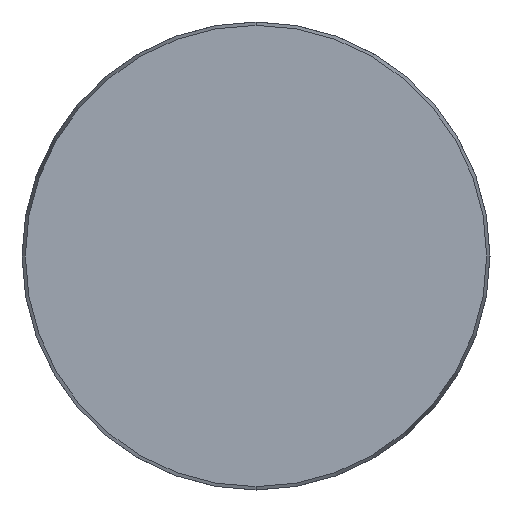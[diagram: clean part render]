
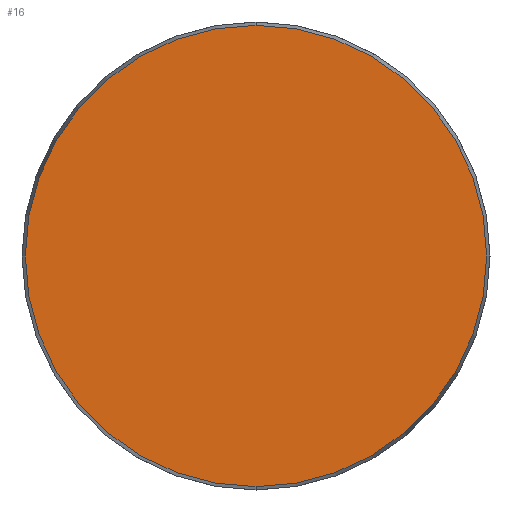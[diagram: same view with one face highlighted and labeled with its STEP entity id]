
A CAD part, front view. The second image highlights one B-rep face of the part: STEP entity #16.
In plain terms, the highlighted planar face has unit normal (0, -1, 0).
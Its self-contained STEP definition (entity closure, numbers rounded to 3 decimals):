
#16 = ADVANCED_FACE ( 'NONE', ( #472 ), #73, .F. ) ;
#26 = DIRECTION ( 'NONE',  ( 0., 0., -1. ) ) ;
#52 = EDGE_CURVE ( 'NONE', #577, #342, #442, .T. ) ;
#57 = EDGE_LOOP ( 'NONE', ( #789, #467 ) ) ;
#71 = EDGE_CURVE ( 'NONE', #342, #577, #142, .T. ) ;
#73 = PLANE ( 'NONE',  #824 ) ;
#89 = DIRECTION ( 'NONE',  ( 0., 0., 1. ) ) ;
#130 = AXIS2_PLACEMENT_3D ( 'NONE', #136, #395, #646 ) ;
#136 = CARTESIAN_POINT ( 'NONE',  ( 0., 0., 0. ) ) ;
#142 = CIRCLE ( 'NONE', #130, 59.143 ) ;
#242 = CARTESIAN_POINT ( 'NONE',  ( 0., 0., 59.143 ) ) ;
#334 = AXIS2_PLACEMENT_3D ( 'NONE', #350, #778, #26 ) ;
#338 = CARTESIAN_POINT ( 'NONE',  ( -59.143, 0., 0. ) ) ;
#342 = VERTEX_POINT ( 'NONE', #242 ) ;
#350 = CARTESIAN_POINT ( 'NONE',  ( 0., 0., 0. ) ) ;
#395 = DIRECTION ( 'NONE',  ( 0., -1., 0. ) ) ;
#442 = CIRCLE ( 'NONE', #334, 59.143 ) ;
#459 = DIRECTION ( 'NONE',  ( 0., 1., 0. ) ) ;
#467 = ORIENTED_EDGE ( 'NONE', *, *, #52, .T. ) ;
#472 = FACE_OUTER_BOUND ( 'NONE', #57, .T. ) ;
#493 = CARTESIAN_POINT ( 'NONE',  ( 0., 0., -59.143 ) ) ;
#577 = VERTEX_POINT ( 'NONE', #493 ) ;
#646 = DIRECTION ( 'NONE',  ( 0., 0., -1. ) ) ;
#778 = DIRECTION ( 'NONE',  ( 0., -1., 0. ) ) ;
#789 = ORIENTED_EDGE ( 'NONE', *, *, #71, .T. ) ;
#824 = AXIS2_PLACEMENT_3D ( 'NONE', #338, #459, #89 ) ;
